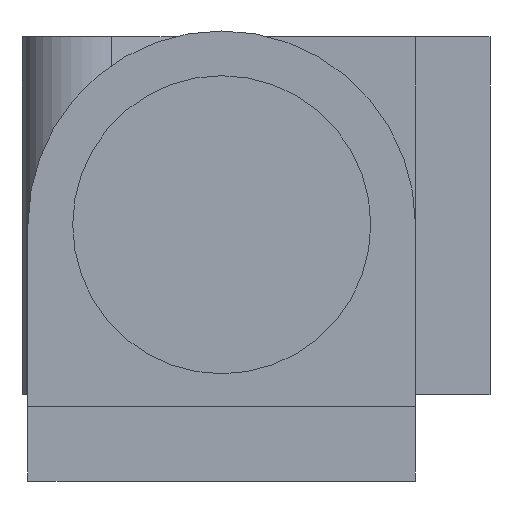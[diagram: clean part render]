
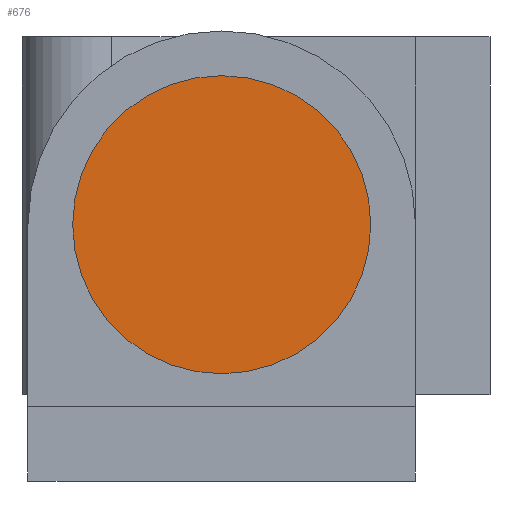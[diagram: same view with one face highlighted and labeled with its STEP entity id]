
A CAD part, front view. The second image highlights one B-rep face of the part: STEP entity #676.
In plain terms, the highlighted planar face has unit normal (0, -1, 0).
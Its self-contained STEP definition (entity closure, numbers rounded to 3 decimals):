
#67 = VERTEX_POINT ( 'NONE', #451 ) ;
#82 = CARTESIAN_POINT ( 'NONE',  ( 0., -22.5, 3.6 ) ) ;
#157 = DIRECTION ( 'NONE',  ( 0., 0., 1. ) ) ;
#303 = AXIS2_PLACEMENT_3D ( 'NONE', #460, #1523, #157 ) ;
#320 = AXIS2_PLACEMENT_3D ( 'NONE', #402, #560, #1765 ) ;
#396 = DIRECTION ( 'NONE',  ( 0., 0., 1. ) ) ;
#402 = CARTESIAN_POINT ( 'NONE',  ( 0., -22.5, 8.6 ) ) ;
#414 = DIRECTION ( 'NONE',  ( 0., -1., 0. ) ) ;
#451 = CARTESIAN_POINT ( 'NONE',  ( 0., -22.5, 13.6 ) ) ;
#460 = CARTESIAN_POINT ( 'NONE',  ( 0., -22.5, 11.1 ) ) ;
#470 = PLANE ( 'NONE',  #303 ) ;
#556 = EDGE_CURVE ( 'NONE', #67, #1454, #1896, .T. ) ;
#560 = DIRECTION ( 'NONE',  ( 0., -1., 0. ) ) ;
#676 = ADVANCED_FACE ( 'NONE', ( #1254 ), #470, .F. ) ;
#884 = AXIS2_PLACEMENT_3D ( 'NONE', #1891, #414, #396 ) ;
#919 = ORIENTED_EDGE ( 'NONE', *, *, #556, .T. ) ;
#1254 = FACE_OUTER_BOUND ( 'NONE', #1615, .T. ) ;
#1389 = CIRCLE ( 'NONE', #320, 5. ) ;
#1454 = VERTEX_POINT ( 'NONE', #82 ) ;
#1523 = DIRECTION ( 'NONE',  ( 0., 1., 0. ) ) ;
#1546 = EDGE_CURVE ( 'NONE', #1454, #67, #1389, .T. ) ;
#1615 = EDGE_LOOP ( 'NONE', ( #919, #1768 ) ) ;
#1765 = DIRECTION ( 'NONE',  ( 0., 0., 1. ) ) ;
#1768 = ORIENTED_EDGE ( 'NONE', *, *, #1546, .T. ) ;
#1891 = CARTESIAN_POINT ( 'NONE',  ( 0., -22.5, 8.6 ) ) ;
#1896 = CIRCLE ( 'NONE', #884, 5. ) ;
